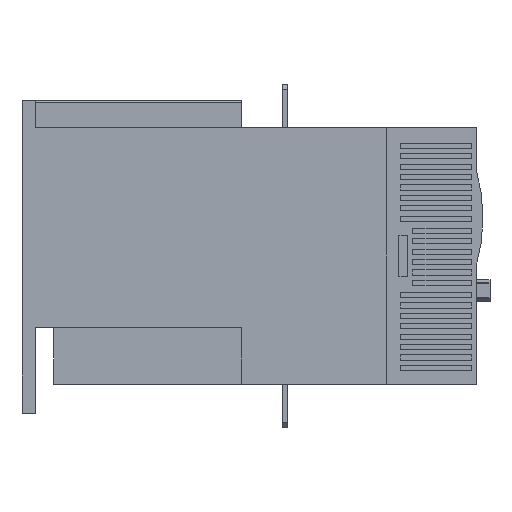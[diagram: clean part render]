
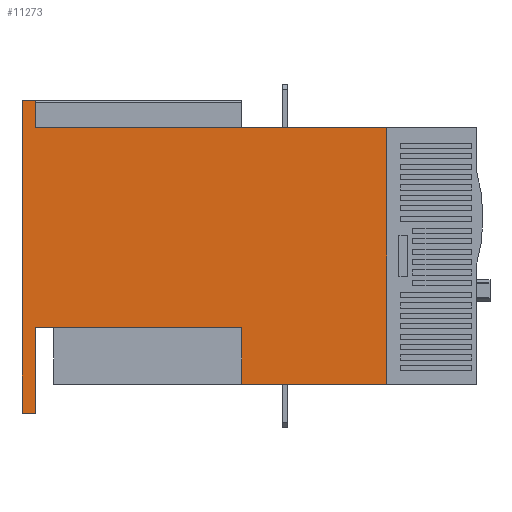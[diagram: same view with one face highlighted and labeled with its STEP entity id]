
A CAD part, left-side view. The second image highlights one B-rep face of the part: STEP entity #11273.
In plain terms, the highlighted planar face has unit normal (-1, 0, 0).
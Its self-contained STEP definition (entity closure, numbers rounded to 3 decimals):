
#11273=ADVANCED_FACE('',(#31973),#31974,.T.);
#12781=EDGE_CURVE('',#21773,#29309,#33678,.T.);
#13749=EDGE_CURVE('',#30313,#20777,#34733,.T.);
#15515=EDGE_CURVE('',#20777,#21773,#36682,.T.);
#15891=EDGE_CURVE('',#29665,#16007,#37094,.T.);
#15989=EDGE_CURVE('',#16007,#17591,#37203,.T.);
#16007=VERTEX_POINT('',#37222);
#17591=VERTEX_POINT('',#38944);
#18905=EDGE_CURVE('',#29665,#19405,#40402,.T.);
#19217=EDGE_CURVE('',#26357,#22829,#40739,.T.);
#19405=VERTEX_POINT('',#40944);
#20451=EDGE_CURVE('',#19405,#30313,#42072,.T.);
#20777=VERTEX_POINT('',#42455);
#21773=VERTEX_POINT('',#43544);
#22829=VERTEX_POINT('',#44690);
#25871=EDGE_CURVE('',#29309,#22829,#48034,.T.);
#26357=VERTEX_POINT('',#48574);
#26777=EDGE_CURVE('',#26357,#17591,#49035,.T.);
#29309=VERTEX_POINT('',#51834);
#29665=VERTEX_POINT('',#52216);
#30313=VERTEX_POINT('',#52949);
#31973=FACE_OUTER_BOUND('',#55238,.T.);
#31974=PLANE('',#55239);
#33678=LINE('',#57771,#57772);
#34733=LINE('',#59264,#59265);
#36682=LINE('',#62251,#62252);
#37094=LINE('',#62810,#62811);
#37203=LINE('',#62957,#62958);
#37222=CARTESIAN_POINT('',(-85.0,0.0,0.0));
#38944=CARTESIAN_POINT('',(-85.0,-7.5,0.0));
#40402=LINE('',#67890,#67891);
#40739=LINE('',#68396,#68397);
#40944=CARTESIAN_POINT('',(-85.0,-7.5,-180.0));
#42072=LINE('',#70369,#70370);
#42455=CARTESIAN_POINT('',(-85.0,-126.5,-130.7));
#43544=CARTESIAN_POINT('',(-85.0,-126.5,-163.5));
#44690=CARTESIAN_POINT('',(-85.0,-210.2,-15.5));
#48034=LINE('',#79354,#79355);
#48574=CARTESIAN_POINT('',(-85.0,-7.5,-15.5));
#49035=LINE('',#80790,#80791);
#51834=CARTESIAN_POINT('',(-85.0,-210.2,-163.5));
#52216=CARTESIAN_POINT('',(-85.0,0.0,-180.0));
#52949=CARTESIAN_POINT('',(-85.0,-7.5,-130.7));
#55238=EDGE_LOOP('',(#88744,#88745,#88746,#88747,#88748,#88749,#88750,#88751,#88752,#88753));
#55239=AXIS2_PLACEMENT_3D('',#88754,#88755,#88756);
#57771=CARTESIAN_POINT('',(-85.0,-1.2,-163.5));
#57772=VECTOR('',#90805,1.0);
#59264=CARTESIAN_POINT('',(-85.0,-3.75,-130.7));
#59265=VECTOR('',#91848,1.0);
#62251=CARTESIAN_POINT('',(-85.0,-126.5,-167.675));
#62252=VECTOR('',#93938,1.0);
#62810=CARTESIAN_POINT('',(-85.0,0.0,-180.0));
#62811=VECTOR('',#94374,1.0);
#62957=CARTESIAN_POINT('',(-85.0,0.0,0.0));
#62958=VECTOR('',#94532,1.0);
#67890=CARTESIAN_POINT('',(-85.0,0.0,-180.0));
#67891=VECTOR('',#97935,1.0);
#68396=CARTESIAN_POINT('',(-85.0,-1.2,-15.5));
#68397=VECTOR('',#98250,1.0);
#70369=CARTESIAN_POINT('',(-85.0,-7.5,-167.675));
#70370=VECTOR('',#99578,1.0);
#79354=CARTESIAN_POINT('',(-85.0,-210.2,-163.5));
#79355=VECTOR('',#105914,1.0);
#80790=CARTESIAN_POINT('',(-85.0,-7.5,-180.0));
#80791=VECTOR('',#107069,1.0);
#88744=ORIENTED_EDGE('',*,*,#15515,.T.);
#88745=ORIENTED_EDGE('',*,*,#12781,.T.);
#88746=ORIENTED_EDGE('',*,*,#25871,.T.);
#88747=ORIENTED_EDGE('',*,*,#19217,.F.);
#88748=ORIENTED_EDGE('',*,*,#26777,.T.);
#88749=ORIENTED_EDGE('',*,*,#15989,.F.);
#88750=ORIENTED_EDGE('',*,*,#15891,.F.);
#88751=ORIENTED_EDGE('',*,*,#18905,.T.);
#88752=ORIENTED_EDGE('',*,*,#20451,.T.);
#88753=ORIENTED_EDGE('',*,*,#13749,.T.);
#88754=CARTESIAN_POINT('',(-85.0,0.0,-180.0));
#88755=DIRECTION('',(-1.0,0.0,0.0));
#88756=DIRECTION('',(0.0,0.0,-1.0));
#90805=DIRECTION('',(0.0,-1.0,0.0));
#91848=DIRECTION('',(0.0,-1.0,0.0));
#93938=DIRECTION('',(0.0,0.0,-1.0));
#94374=DIRECTION('',(0.0,0.0,1.0));
#94532=DIRECTION('',(0.0,-1.0,0.0));
#97935=DIRECTION('',(0.0,-1.0,0.0));
#98250=DIRECTION('',(0.0,-1.0,0.0));
#99578=DIRECTION('',(0.0,0.0,1.0));
#105914=DIRECTION('',(0.0,0.0,1.0));
#107069=DIRECTION('',(0.0,0.0,1.0));
